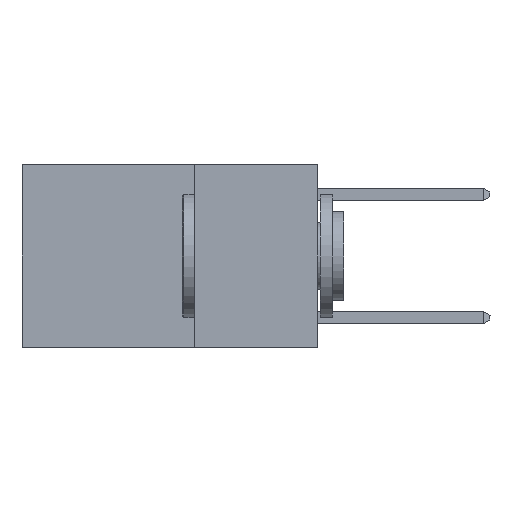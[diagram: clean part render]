
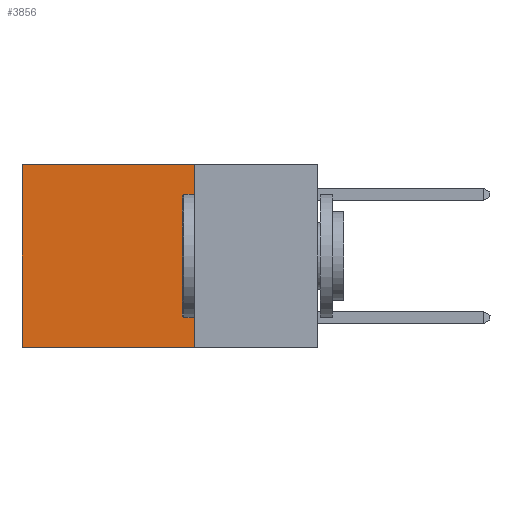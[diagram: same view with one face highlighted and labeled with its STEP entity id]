
A CAD part, left-side view. The second image highlights one B-rep face of the part: STEP entity #3856.
In plain terms, the highlighted planar face has unit normal (-1, 0, 0).
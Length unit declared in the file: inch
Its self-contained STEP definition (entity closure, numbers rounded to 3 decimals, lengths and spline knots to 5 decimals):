
#167 = VERTEX_POINT ( 'NONE', #4950 ) ;
#606 = EDGE_CURVE ( 'NONE', #8911, #167, #833, .T. ) ;
#833 = LINE ( 'NONE', #3540, #4519 ) ;
#2142 = ORIENTED_EDGE ( 'NONE', *, *, #4572, .F. ) ;
#2320 = LINE ( 'NONE', #3737, #5521 ) ;
#2683 = ORIENTED_EDGE ( 'NONE', *, *, #8874, .T. ) ;
#2782 = EDGE_LOOP ( 'NONE', ( #9214, #2142, #6775, #2683 ) ) ;
#3056 = CARTESIAN_POINT ( 'NONE',  ( 0.2625, 0.25, 0. ) ) ;
#3540 = CARTESIAN_POINT ( 'NONE',  ( 0.2625, 0.25, 0. ) ) ;
#3592 = DIRECTION ( 'NONE',  ( 0., 0., -1. ) ) ;
#3669 = VECTOR ( 'NONE', #8988, 39.37008 ) ;
#3737 = CARTESIAN_POINT ( 'NONE',  ( 0.2625, 0.6, 0. ) ) ;
#3816 = DIRECTION ( 'NONE',  ( 0., 1., 0. ) ) ;
#3856 = ADVANCED_FACE ( 'NONE', ( #10857 ), #9209, .F. ) ;
#4519 = VECTOR ( 'NONE', #9571, 39.37008 ) ;
#4572 = EDGE_CURVE ( 'NONE', #167, #9855, #10732, .T. ) ;
#4950 = CARTESIAN_POINT ( 'NONE',  ( 0.2625, 0.25, -0.37 ) ) ;
#5162 = AXIS2_PLACEMENT_3D ( 'NONE', #6082, #8052, #9790 ) ;
#5312 = EDGE_CURVE ( 'NONE', #10075, #9855, #2320, .T. ) ;
#5521 = VECTOR ( 'NONE', #3592, 39.37008 ) ;
#6082 = CARTESIAN_POINT ( 'NONE',  ( 0.2625, 0.25, 0. ) ) ;
#6775 = ORIENTED_EDGE ( 'NONE', *, *, #606, .F. ) ;
#7443 = VECTOR ( 'NONE', #3816, 39.37008 ) ;
#8052 = DIRECTION ( 'NONE',  ( 1., 0., 0. ) ) ;
#8074 = CARTESIAN_POINT ( 'NONE',  ( 0.2625, 0.25, -0.37 ) ) ;
#8874 = EDGE_CURVE ( 'NONE', #8911, #10075, #10250, .T. ) ;
#8911 = VERTEX_POINT ( 'NONE', #10887 ) ;
#8988 = DIRECTION ( 'NONE',  ( 0., 1., 0. ) ) ;
#9209 = PLANE ( 'NONE',  #5162 ) ;
#9214 = ORIENTED_EDGE ( 'NONE', *, *, #5312, .T. ) ;
#9571 = DIRECTION ( 'NONE',  ( 0., 0., -1. ) ) ;
#9790 = DIRECTION ( 'NONE',  ( 0., 0., -1. ) ) ;
#9855 = VERTEX_POINT ( 'NONE', #10261 ) ;
#10075 = VERTEX_POINT ( 'NONE', #10324 ) ;
#10250 = LINE ( 'NONE', #3056, #7443 ) ;
#10261 = CARTESIAN_POINT ( 'NONE',  ( 0.2625, 0.6, -0.37 ) ) ;
#10324 = CARTESIAN_POINT ( 'NONE',  ( 0.2625, 0.6, 0. ) ) ;
#10732 = LINE ( 'NONE', #8074, #3669 ) ;
#10857 = FACE_OUTER_BOUND ( 'NONE', #2782, .T. ) ;
#10887 = CARTESIAN_POINT ( 'NONE',  ( 0.2625, 0.25, 0. ) ) ;
